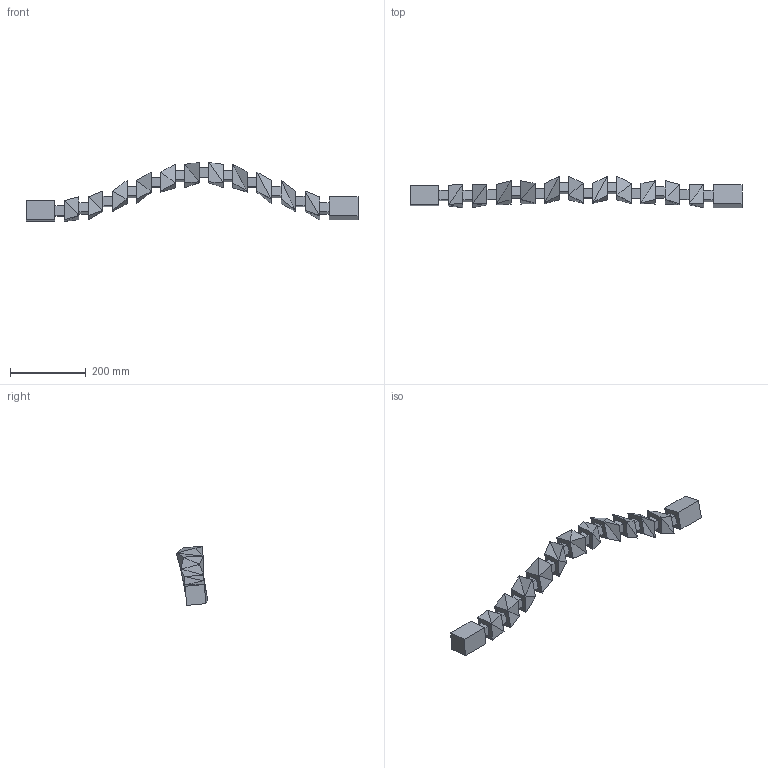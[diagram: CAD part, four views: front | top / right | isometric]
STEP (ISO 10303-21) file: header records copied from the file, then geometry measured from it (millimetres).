
FILE_DESCRIPTION(/* description */ (''),/* implementation_level */ '2;1');
FILE_NAME(/* name */ 'jig2',/* time_stamp */ '2016-02-20T14:51:26-05:00',/* author */ (''),/* organization */ (''),/* preprocessor_version */ 'ST-DEVELOPER v15',/* originating_system */ '',/* authorisation */ '');
FILE_SCHEMA (('AUTOMOTIVE_DESIGN'));
Length unit declared in the file: inch
Products named in the file (1): Document
Bounding box: 876.3 x 82.54 x 155.24 mm (x, y, z)
Volume: 1663494.6 mm3; surface area: 205370 mm2
Topology: 1 solids, 1 shells, 242 faces, 440 edges, 200 vertices
Faces by surface type: plane 234, bspline 8
Entity records: 4819 total; most frequent: CARTESIAN_POINT 1396, ORIENTED_EDGE 880, EDGE_CURVE 440, B_SPLINE_CURVE_WITH_KNOTS 440, ADVANCED_FACE 242, FACE_OUTER_BOUND 242, EDGE_LOOP 242, DIRECTION 238
